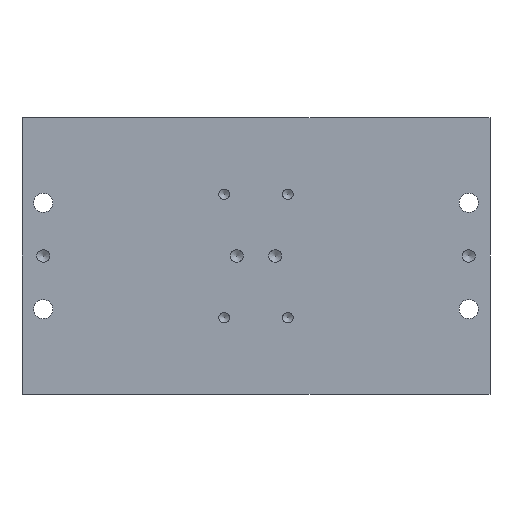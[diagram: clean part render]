
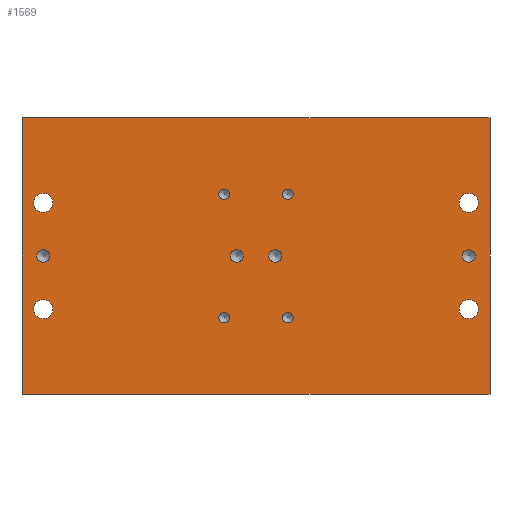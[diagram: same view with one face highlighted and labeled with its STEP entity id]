
A CAD part, left-side view. The second image highlights one B-rep face of the part: STEP entity #1569.
In plain terms, the highlighted planar face has unit normal (-1, 0, 0).
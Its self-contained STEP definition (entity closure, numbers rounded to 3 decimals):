
#53=FACE_BOUND('',#271,.T.);
#54=FACE_BOUND('',#272,.T.);
#55=FACE_BOUND('',#273,.T.);
#56=FACE_BOUND('',#274,.T.);
#57=FACE_BOUND('',#275,.T.);
#58=FACE_BOUND('',#276,.T.);
#59=FACE_BOUND('',#277,.T.);
#60=FACE_BOUND('',#278,.T.);
#61=FACE_BOUND('',#279,.T.);
#62=FACE_BOUND('',#280,.T.);
#63=FACE_BOUND('',#281,.T.);
#64=FACE_BOUND('',#282,.T.);
#98=PLANE('',#1770);
#177=FACE_OUTER_BOUND('',#270,.T.);
#270=EDGE_LOOP('',(#1404,#1405,#1406,#1407));
#271=EDGE_LOOP('',(#1408,#1409));
#272=EDGE_LOOP('',(#1410,#1411));
#273=EDGE_LOOP('',(#1412,#1413));
#274=EDGE_LOOP('',(#1414,#1415));
#275=EDGE_LOOP('',(#1416,#1417));
#276=EDGE_LOOP('',(#1418,#1419));
#277=EDGE_LOOP('',(#1420,#1421));
#278=EDGE_LOOP('',(#1422,#1423));
#279=EDGE_LOOP('',(#1424));
#280=EDGE_LOOP('',(#1425));
#281=EDGE_LOOP('',(#1426));
#282=EDGE_LOOP('',(#1427));
#394=LINE('',#2688,#514);
#403=LINE('',#2709,#523);
#404=LINE('',#2712,#524);
#405=LINE('',#2713,#525);
#514=VECTOR('',#2222,10.);
#523=VECTOR('',#2243,10.);
#524=VECTOR('',#2246,10.);
#525=VECTOR('',#2247,10.);
#574=CIRCLE('',#1682,1.5);
#575=CIRCLE('',#1683,1.5);
#578=CIRCLE('',#1688,1.5);
#579=CIRCLE('',#1689,1.5);
#582=CIRCLE('',#1694,1.5);
#583=CIRCLE('',#1695,1.5);
#586=CIRCLE('',#1700,1.5);
#587=CIRCLE('',#1701,1.5);
#590=CIRCLE('',#1706,1.23);
#591=CIRCLE('',#1707,1.23);
#594=CIRCLE('',#1712,1.23);
#595=CIRCLE('',#1713,1.23);
#598=CIRCLE('',#1718,1.23);
#599=CIRCLE('',#1719,1.23);
#602=CIRCLE('',#1724,1.23);
#603=CIRCLE('',#1725,1.23);
#609=CIRCLE('',#1734,2.25);
#615=CIRCLE('',#1743,2.25);
#621=CIRCLE('',#1752,2.25);
#627=CIRCLE('',#1761,2.25);
#717=VERTEX_POINT('',#2514);
#718=VERTEX_POINT('',#2515);
#722=VERTEX_POINT('',#2527);
#723=VERTEX_POINT('',#2528);
#727=VERTEX_POINT('',#2540);
#728=VERTEX_POINT('',#2541);
#732=VERTEX_POINT('',#2553);
#733=VERTEX_POINT('',#2554);
#737=VERTEX_POINT('',#2566);
#738=VERTEX_POINT('',#2567);
#742=VERTEX_POINT('',#2579);
#743=VERTEX_POINT('',#2580);
#747=VERTEX_POINT('',#2592);
#748=VERTEX_POINT('',#2593);
#752=VERTEX_POINT('',#2605);
#753=VERTEX_POINT('',#2606);
#759=VERTEX_POINT('',#2624);
#765=VERTEX_POINT('',#2641);
#771=VERTEX_POINT('',#2658);
#777=VERTEX_POINT('',#2675);
#781=VERTEX_POINT('',#2685);
#782=VERTEX_POINT('',#2687);
#788=VERTEX_POINT('',#2707);
#789=VERTEX_POINT('',#2711);
#914=EDGE_CURVE('',#717,#718,#574,.T.);
#915=EDGE_CURVE('',#718,#717,#575,.T.);
#920=EDGE_CURVE('',#722,#723,#578,.T.);
#921=EDGE_CURVE('',#723,#722,#579,.T.);
#926=EDGE_CURVE('',#727,#728,#582,.T.);
#927=EDGE_CURVE('',#728,#727,#583,.T.);
#932=EDGE_CURVE('',#732,#733,#586,.T.);
#933=EDGE_CURVE('',#733,#732,#587,.T.);
#938=EDGE_CURVE('',#737,#738,#590,.T.);
#939=EDGE_CURVE('',#738,#737,#591,.T.);
#944=EDGE_CURVE('',#742,#743,#594,.T.);
#945=EDGE_CURVE('',#743,#742,#595,.T.);
#950=EDGE_CURVE('',#747,#748,#598,.T.);
#951=EDGE_CURVE('',#748,#747,#599,.T.);
#956=EDGE_CURVE('',#752,#753,#602,.T.);
#957=EDGE_CURVE('',#753,#752,#603,.T.);
#966=EDGE_CURVE('',#759,#759,#609,.T.);
#974=EDGE_CURVE('',#765,#765,#615,.T.);
#982=EDGE_CURVE('',#771,#771,#621,.T.);
#990=EDGE_CURVE('',#777,#777,#627,.T.);
#995=EDGE_CURVE('',#781,#782,#394,.T.);
#1006=EDGE_CURVE('',#788,#781,#403,.T.);
#1007=EDGE_CURVE('',#789,#788,#404,.T.);
#1008=EDGE_CURVE('',#789,#782,#405,.T.);
#1404=ORIENTED_EDGE('',*,*,#1006,.F.);
#1405=ORIENTED_EDGE('',*,*,#1007,.F.);
#1406=ORIENTED_EDGE('',*,*,#1008,.T.);
#1407=ORIENTED_EDGE('',*,*,#995,.F.);
#1408=ORIENTED_EDGE('',*,*,#914,.T.);
#1409=ORIENTED_EDGE('',*,*,#915,.T.);
#1410=ORIENTED_EDGE('',*,*,#920,.T.);
#1411=ORIENTED_EDGE('',*,*,#921,.T.);
#1412=ORIENTED_EDGE('',*,*,#926,.T.);
#1413=ORIENTED_EDGE('',*,*,#927,.T.);
#1414=ORIENTED_EDGE('',*,*,#932,.T.);
#1415=ORIENTED_EDGE('',*,*,#933,.T.);
#1416=ORIENTED_EDGE('',*,*,#938,.T.);
#1417=ORIENTED_EDGE('',*,*,#939,.T.);
#1418=ORIENTED_EDGE('',*,*,#944,.T.);
#1419=ORIENTED_EDGE('',*,*,#945,.T.);
#1420=ORIENTED_EDGE('',*,*,#950,.T.);
#1421=ORIENTED_EDGE('',*,*,#951,.T.);
#1422=ORIENTED_EDGE('',*,*,#956,.T.);
#1423=ORIENTED_EDGE('',*,*,#957,.T.);
#1424=ORIENTED_EDGE('',*,*,#966,.T.);
#1425=ORIENTED_EDGE('',*,*,#974,.T.);
#1426=ORIENTED_EDGE('',*,*,#982,.T.);
#1427=ORIENTED_EDGE('',*,*,#990,.T.);
#1569=ADVANCED_FACE('',(#177,#53,#54,#55,#56,#57,#58,#59,#60,#61,#62,#63,
#64),#98,.T.);
#1682=AXIS2_PLACEMENT_3D('',#2516,#2032,#2033);
#1683=AXIS2_PLACEMENT_3D('',#2517,#2034,#2035);
#1688=AXIS2_PLACEMENT_3D('',#2529,#2046,#2047);
#1689=AXIS2_PLACEMENT_3D('',#2530,#2048,#2049);
#1694=AXIS2_PLACEMENT_3D('',#2542,#2060,#2061);
#1695=AXIS2_PLACEMENT_3D('',#2543,#2062,#2063);
#1700=AXIS2_PLACEMENT_3D('',#2555,#2074,#2075);
#1701=AXIS2_PLACEMENT_3D('',#2556,#2076,#2077);
#1706=AXIS2_PLACEMENT_3D('',#2568,#2088,#2089);
#1707=AXIS2_PLACEMENT_3D('',#2569,#2090,#2091);
#1712=AXIS2_PLACEMENT_3D('',#2581,#2102,#2103);
#1713=AXIS2_PLACEMENT_3D('',#2582,#2104,#2105);
#1718=AXIS2_PLACEMENT_3D('',#2594,#2116,#2117);
#1719=AXIS2_PLACEMENT_3D('',#2595,#2118,#2119);
#1724=AXIS2_PLACEMENT_3D('',#2607,#2130,#2131);
#1725=AXIS2_PLACEMENT_3D('',#2608,#2132,#2133);
#1734=AXIS2_PLACEMENT_3D('',#2626,#2153,#2154);
#1743=AXIS2_PLACEMENT_3D('',#2643,#2173,#2174);
#1752=AXIS2_PLACEMENT_3D('',#2660,#2193,#2194);
#1761=AXIS2_PLACEMENT_3D('',#2677,#2213,#2214);
#1770=AXIS2_PLACEMENT_3D('',#2710,#2244,#2245);
#2032=DIRECTION('center_axis',(1.,0.,0.));
#2033=DIRECTION('ref_axis',(0.,0.,1.));
#2034=DIRECTION('center_axis',(1.,0.,0.));
#2035=DIRECTION('ref_axis',(0.,0.,1.));
#2046=DIRECTION('center_axis',(1.,0.,0.));
#2047=DIRECTION('ref_axis',(0.,0.,1.));
#2048=DIRECTION('center_axis',(1.,0.,0.));
#2049=DIRECTION('ref_axis',(0.,0.,1.));
#2060=DIRECTION('center_axis',(1.,0.,0.));
#2061=DIRECTION('ref_axis',(0.,0.,1.));
#2062=DIRECTION('center_axis',(1.,0.,0.));
#2063=DIRECTION('ref_axis',(0.,0.,1.));
#2074=DIRECTION('center_axis',(1.,0.,0.));
#2075=DIRECTION('ref_axis',(0.,0.,1.));
#2076=DIRECTION('center_axis',(1.,0.,0.));
#2077=DIRECTION('ref_axis',(0.,0.,1.));
#2088=DIRECTION('center_axis',(1.,0.,0.));
#2089=DIRECTION('ref_axis',(0.,0.,1.));
#2090=DIRECTION('center_axis',(1.,0.,0.));
#2091=DIRECTION('ref_axis',(0.,0.,1.));
#2102=DIRECTION('center_axis',(1.,0.,0.));
#2103=DIRECTION('ref_axis',(0.,0.,1.));
#2104=DIRECTION('center_axis',(1.,0.,0.));
#2105=DIRECTION('ref_axis',(0.,0.,1.));
#2116=DIRECTION('center_axis',(1.,0.,0.));
#2117=DIRECTION('ref_axis',(0.,0.,1.));
#2118=DIRECTION('center_axis',(1.,0.,0.));
#2119=DIRECTION('ref_axis',(0.,0.,1.));
#2130=DIRECTION('center_axis',(1.,0.,0.));
#2131=DIRECTION('ref_axis',(0.,0.,1.));
#2132=DIRECTION('center_axis',(1.,0.,0.));
#2133=DIRECTION('ref_axis',(0.,0.,1.));
#2153=DIRECTION('center_axis',(1.,0.,0.));
#2154=DIRECTION('ref_axis',(0.,0.,-1.));
#2173=DIRECTION('center_axis',(1.,0.,0.));
#2174=DIRECTION('ref_axis',(0.,0.,-1.));
#2193=DIRECTION('center_axis',(1.,0.,0.));
#2194=DIRECTION('ref_axis',(0.,0.,-1.));
#2213=DIRECTION('center_axis',(1.,0.,0.));
#2214=DIRECTION('ref_axis',(0.,0.,-1.));
#2222=DIRECTION('',(0.,1.,0.));
#2243=DIRECTION('',(0.,0.,-1.));
#2244=DIRECTION('center_axis',(-1.,0.,0.));
#2245=DIRECTION('ref_axis',(0.,-1.,0.));
#2246=DIRECTION('',(0.,-1.,0.));
#2247=DIRECTION('',(0.,0.,-1.));
#2514=CARTESIAN_POINT('',(67.,94.995,1.5));
#2515=CARTESIAN_POINT('',(67.,94.995,-1.5));
#2516=CARTESIAN_POINT('Origin',(67.,94.995,0.));
#2517=CARTESIAN_POINT('Origin',(67.,94.995,0.));
#2527=CARTESIAN_POINT('',(67.,140.495,1.5));
#2528=CARTESIAN_POINT('',(67.,140.495,-1.5));
#2529=CARTESIAN_POINT('Origin',(67.,140.495,0.));
#2530=CARTESIAN_POINT('Origin',(67.,140.495,0.));
#2540=CARTESIAN_POINT('',(67.,40.495,1.5));
#2541=CARTESIAN_POINT('',(67.,40.495,-1.5));
#2542=CARTESIAN_POINT('Origin',(67.,40.495,0.));
#2543=CARTESIAN_POINT('Origin',(67.,40.495,0.));
#2553=CARTESIAN_POINT('',(67.,85.995,1.5));
#2554=CARTESIAN_POINT('',(67.,85.995,-1.5));
#2555=CARTESIAN_POINT('Origin',(67.,85.995,0.));
#2556=CARTESIAN_POINT('Origin',(67.,85.995,0.));
#2566=CARTESIAN_POINT('',(67.,82.995,15.73));
#2567=CARTESIAN_POINT('',(67.,82.995,13.271));
#2568=CARTESIAN_POINT('Origin',(67.,82.995,14.5));
#2569=CARTESIAN_POINT('Origin',(67.,82.995,14.5));
#2579=CARTESIAN_POINT('',(67.,97.995,-13.271));
#2580=CARTESIAN_POINT('',(67.,97.995,-15.73));
#2581=CARTESIAN_POINT('Origin',(67.,97.995,-14.5));
#2582=CARTESIAN_POINT('Origin',(67.,97.995,-14.5));
#2592=CARTESIAN_POINT('',(67.,82.995,-13.271));
#2593=CARTESIAN_POINT('',(67.,82.995,-15.73));
#2594=CARTESIAN_POINT('Origin',(67.,82.995,-14.5));
#2595=CARTESIAN_POINT('Origin',(67.,82.995,-14.5));
#2605=CARTESIAN_POINT('',(67.,97.995,15.73));
#2606=CARTESIAN_POINT('',(67.,97.995,13.271));
#2607=CARTESIAN_POINT('Origin',(67.,97.995,14.5));
#2608=CARTESIAN_POINT('Origin',(67.,97.995,14.5));
#2624=CARTESIAN_POINT('',(67.,40.495,-10.25));
#2626=CARTESIAN_POINT('Origin',(67.,40.495,-12.5));
#2641=CARTESIAN_POINT('',(67.,140.495,14.75));
#2643=CARTESIAN_POINT('Origin',(67.,140.495,12.5));
#2658=CARTESIAN_POINT('',(67.,140.495,-10.25));
#2660=CARTESIAN_POINT('Origin',(67.,140.495,-12.5));
#2675=CARTESIAN_POINT('',(67.,40.495,14.75));
#2677=CARTESIAN_POINT('Origin',(67.,40.495,12.5));
#2685=CARTESIAN_POINT('',(67.,35.495,-32.5));
#2687=CARTESIAN_POINT('',(67.,145.495,-32.5));
#2688=CARTESIAN_POINT('',(67.,35.495,-32.5));
#2707=CARTESIAN_POINT('',(67.,35.495,32.5));
#2709=CARTESIAN_POINT('',(67.,35.495,0.));
#2710=CARTESIAN_POINT('Origin',(67.,145.495,0.));
#2711=CARTESIAN_POINT('',(67.,145.495,32.5));
#2712=CARTESIAN_POINT('',(67.,35.495,32.5));
#2713=CARTESIAN_POINT('',(67.,145.495,0.));
